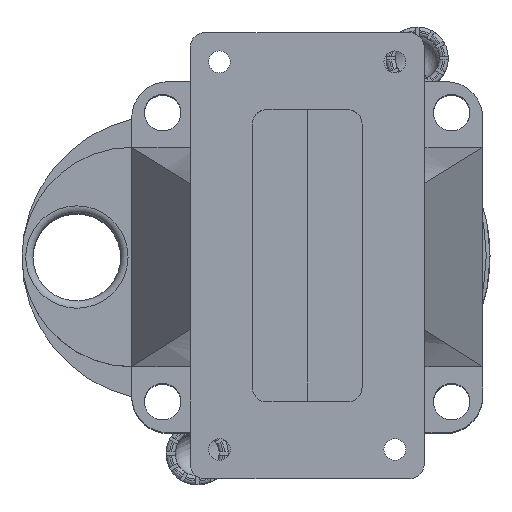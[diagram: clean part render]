
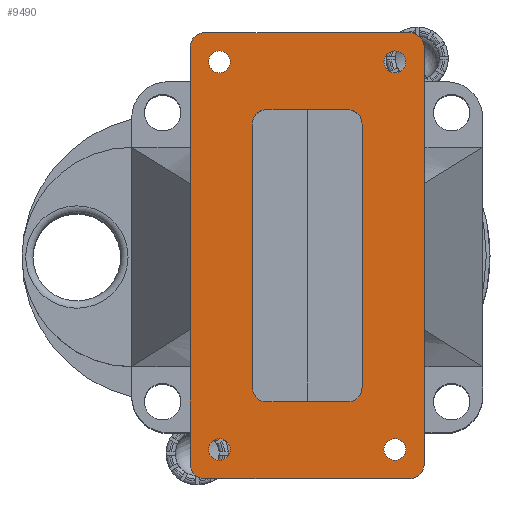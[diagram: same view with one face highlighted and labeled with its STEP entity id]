
A CAD part, top view. The second image highlights one B-rep face of the part: STEP entity #9490.
In plain terms, the highlighted face is planar.
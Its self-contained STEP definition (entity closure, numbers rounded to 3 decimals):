
#566=PLANE('',#10743);
#739=FACE_BOUND('',#1808,.T.);
#740=FACE_BOUND('',#1809,.T.);
#741=FACE_BOUND('',#1810,.T.);
#742=FACE_BOUND('',#1811,.T.);
#743=FACE_BOUND('',#1812,.T.);
#1182=FACE_OUTER_BOUND('',#1807,.T.);
#1807=EDGE_LOOP('',(#8478,#8479,#8480,#8481,#8482,#8483,#8484,#8485));
#1808=EDGE_LOOP('',(#8486,#8487,#8488,#8489,#8490,#8491,#8492,#8493));
#1809=EDGE_LOOP('',(#8494));
#1810=EDGE_LOOP('',(#8495));
#1811=EDGE_LOOP('',(#8496));
#1812=EDGE_LOOP('',(#8497));
#2591=LINE('',#28247,#3323);
#2596=LINE('',#28260,#3328);
#2598=LINE('',#28264,#3330);
#2602=LINE('',#28275,#3334);
#2607=LINE('',#28295,#3339);
#2608=LINE('',#28299,#3340);
#2609=LINE('',#28303,#3341);
#2610=LINE('',#28307,#3342);
#3323=VECTOR('',#13119,1.);
#3328=VECTOR('',#13134,1.);
#3330=VECTOR('',#13138,1.);
#3334=VECTOR('',#13152,1.);
#3339=VECTOR('',#13175,1.);
#3340=VECTOR('',#13178,1.);
#3341=VECTOR('',#13181,1.);
#3342=VECTOR('',#13184,1.);
#3893=CIRCLE('',#10725,2.);
#3894=CIRCLE('',#10727,2.);
#3895=CIRCLE('',#10731,2.);
#3896=CIRCLE('',#10733,2.);
#3897=CIRCLE('',#10736,1.5);
#3898=CIRCLE('',#10738,1.5);
#3899=CIRCLE('',#10740,1.5);
#3900=CIRCLE('',#10742,1.5);
#3901=CIRCLE('',#10744,2.);
#3902=CIRCLE('',#10745,2.);
#3903=CIRCLE('',#10746,2.);
#3904=CIRCLE('',#10747,2.);
#4686=VERTEX_POINT('',#28245);
#4687=VERTEX_POINT('',#28246);
#4688=VERTEX_POINT('',#28251);
#4689=VERTEX_POINT('',#28255);
#4690=VERTEX_POINT('',#28259);
#4691=VERTEX_POINT('',#28263);
#4692=VERTEX_POINT('',#28267);
#4693=VERTEX_POINT('',#28271);
#4694=VERTEX_POINT('',#28277);
#4695=VERTEX_POINT('',#28281);
#4696=VERTEX_POINT('',#28285);
#4697=VERTEX_POINT('',#28289);
#4698=VERTEX_POINT('',#28293);
#4699=VERTEX_POINT('',#28294);
#4700=VERTEX_POINT('',#28296);
#4701=VERTEX_POINT('',#28298);
#4702=VERTEX_POINT('',#28300);
#4703=VERTEX_POINT('',#28302);
#4704=VERTEX_POINT('',#28304);
#4705=VERTEX_POINT('',#28306);
#5954=EDGE_CURVE('',#4686,#4687,#2591,.T.);
#5957=EDGE_CURVE('',#4686,#4688,#3893,.T.);
#5959=EDGE_CURVE('',#4687,#4689,#3894,.T.);
#5961=EDGE_CURVE('',#4690,#4688,#2596,.T.);
#5963=EDGE_CURVE('',#4689,#4691,#2598,.T.);
#5965=EDGE_CURVE('',#4692,#4690,#3895,.T.);
#5967=EDGE_CURVE('',#4691,#4693,#3896,.T.);
#5969=EDGE_CURVE('',#4693,#4692,#2602,.T.);
#5971=EDGE_CURVE('',#4694,#4694,#3897,.T.);
#5973=EDGE_CURVE('',#4695,#4695,#3898,.T.);
#5975=EDGE_CURVE('',#4696,#4696,#3899,.T.);
#5977=EDGE_CURVE('',#4697,#4697,#3900,.T.);
#5978=EDGE_CURVE('',#4698,#4699,#2607,.T.);
#5979=EDGE_CURVE('',#4699,#4700,#3901,.T.);
#5980=EDGE_CURVE('',#4700,#4701,#2608,.T.);
#5981=EDGE_CURVE('',#4701,#4702,#3902,.T.);
#5982=EDGE_CURVE('',#4702,#4703,#2609,.T.);
#5983=EDGE_CURVE('',#4703,#4704,#3903,.T.);
#5984=EDGE_CURVE('',#4704,#4705,#2610,.T.);
#5985=EDGE_CURVE('',#4698,#4705,#3904,.T.);
#8478=ORIENTED_EDGE('',*,*,#5954,.F.);
#8479=ORIENTED_EDGE('',*,*,#5957,.T.);
#8480=ORIENTED_EDGE('',*,*,#5961,.F.);
#8481=ORIENTED_EDGE('',*,*,#5965,.F.);
#8482=ORIENTED_EDGE('',*,*,#5969,.F.);
#8483=ORIENTED_EDGE('',*,*,#5967,.F.);
#8484=ORIENTED_EDGE('',*,*,#5963,.F.);
#8485=ORIENTED_EDGE('',*,*,#5959,.F.);
#8486=ORIENTED_EDGE('',*,*,#5978,.T.);
#8487=ORIENTED_EDGE('',*,*,#5979,.T.);
#8488=ORIENTED_EDGE('',*,*,#5980,.T.);
#8489=ORIENTED_EDGE('',*,*,#5981,.T.);
#8490=ORIENTED_EDGE('',*,*,#5982,.T.);
#8491=ORIENTED_EDGE('',*,*,#5983,.T.);
#8492=ORIENTED_EDGE('',*,*,#5984,.T.);
#8493=ORIENTED_EDGE('',*,*,#5985,.F.);
#8494=ORIENTED_EDGE('',*,*,#5971,.T.);
#8495=ORIENTED_EDGE('',*,*,#5973,.T.);
#8496=ORIENTED_EDGE('',*,*,#5975,.T.);
#8497=ORIENTED_EDGE('',*,*,#5977,.T.);
#9490=ADVANCED_FACE('',(#1182,#739,#740,#741,#742,#743),#566,.T.);
#10725=AXIS2_PLACEMENT_3D('',#28252,#13124,#13125);
#10727=AXIS2_PLACEMENT_3D('',#28256,#13129,#13130);
#10731=AXIS2_PLACEMENT_3D('',#28268,#13142,#13143);
#10733=AXIS2_PLACEMENT_3D('',#28272,#13147,#13148);
#10736=AXIS2_PLACEMENT_3D('',#28279,#13156,#13157);
#10738=AXIS2_PLACEMENT_3D('',#28283,#13161,#13162);
#10740=AXIS2_PLACEMENT_3D('',#28287,#13166,#13167);
#10742=AXIS2_PLACEMENT_3D('',#28291,#13171,#13172);
#10743=AXIS2_PLACEMENT_3D('',#28292,#13173,#13174);
#10744=AXIS2_PLACEMENT_3D('',#28297,#13176,#13177);
#10745=AXIS2_PLACEMENT_3D('',#28301,#13179,#13180);
#10746=AXIS2_PLACEMENT_3D('',#28305,#13182,#13183);
#10747=AXIS2_PLACEMENT_3D('',#28308,#13185,#13186);
#13119=DIRECTION('',(1.,0.,0.));
#13124=DIRECTION('center_axis',(0.,0.,-1.));
#13125=DIRECTION('ref_axis',(0.,-1.,0.));
#13129=DIRECTION('center_axis',(0.,0.,1.));
#13130=DIRECTION('ref_axis',(0.,-1.,0.));
#13134=DIRECTION('',(0.,-1.,0.));
#13138=DIRECTION('',(0.,1.,0.));
#13142=DIRECTION('center_axis',(0.,0.,1.));
#13143=DIRECTION('ref_axis',(0.,-1.,0.));
#13147=DIRECTION('center_axis',(0.,0.,1.));
#13148=DIRECTION('ref_axis',(0.,-1.,0.));
#13152=DIRECTION('',(-1.,0.,0.));
#13156=DIRECTION('center_axis',(0.,0.,1.));
#13157=DIRECTION('ref_axis',(1.,0.,0.));
#13161=DIRECTION('center_axis',(0.,0.,1.));
#13162=DIRECTION('ref_axis',(1.,0.,0.));
#13166=DIRECTION('center_axis',(0.,0.,1.));
#13167=DIRECTION('ref_axis',(1.,0.,0.));
#13171=DIRECTION('center_axis',(0.,0.,1.));
#13172=DIRECTION('ref_axis',(1.,0.,0.));
#13173=DIRECTION('center_axis',(0.,0.,-1.));
#13174=DIRECTION('ref_axis',(-1.,0.,0.));
#13175=DIRECTION('',(1.,0.,0.));
#13176=DIRECTION('center_axis',(0.,0.,1.));
#13177=DIRECTION('ref_axis',(0.,-1.,0.));
#13178=DIRECTION('',(0.,1.,0.));
#13179=DIRECTION('center_axis',(0.,0.,1.));
#13180=DIRECTION('ref_axis',(0.,-1.,0.));
#13181=DIRECTION('',(-1.,0.,0.));
#13182=DIRECTION('center_axis',(0.,0.,1.));
#13183=DIRECTION('ref_axis',(0.,-1.,0.));
#13184=DIRECTION('',(0.,-1.,0.));
#13185=DIRECTION('center_axis',(0.,0.,-1.));
#13186=DIRECTION('ref_axis',(0.,-1.,0.));
#28245=CARTESIAN_POINT('',(-28.5,-16.,0.));
#28246=CARTESIAN_POINT('',(28.5,-16.,0.));
#28247=CARTESIAN_POINT('',(-30.5,-16.,0.));
#28251=CARTESIAN_POINT('',(-30.5,-14.,0.));
#28252=CARTESIAN_POINT('Origin',(-28.5,-14.,0.));
#28255=CARTESIAN_POINT('',(30.5,-14.,0.));
#28256=CARTESIAN_POINT('Origin',(28.5,-14.,0.));
#28259=CARTESIAN_POINT('',(-30.5,14.,0.));
#28260=CARTESIAN_POINT('',(-30.5,16.,0.));
#28263=CARTESIAN_POINT('',(30.5,14.,0.));
#28264=CARTESIAN_POINT('',(30.5,-16.,0.));
#28267=CARTESIAN_POINT('',(-28.5,16.,0.));
#28268=CARTESIAN_POINT('Origin',(-28.5,14.,0.));
#28271=CARTESIAN_POINT('',(28.5,16.,0.));
#28272=CARTESIAN_POINT('Origin',(28.5,14.,0.));
#28275=CARTESIAN_POINT('',(30.5,16.,0.));
#28277=CARTESIAN_POINT('',(-28.,-12.,0.));
#28279=CARTESIAN_POINT('Origin',(-26.5,-12.,0.));
#28281=CARTESIAN_POINT('',(25.,-12.,0.));
#28283=CARTESIAN_POINT('Origin',(26.5,-12.,0.));
#28285=CARTESIAN_POINT('',(-28.,12.,0.));
#28287=CARTESIAN_POINT('Origin',(-26.5,12.,0.));
#28289=CARTESIAN_POINT('',(25.,12.,0.));
#28291=CARTESIAN_POINT('Origin',(26.5,12.,0.));
#28292=CARTESIAN_POINT('Origin',(0.,0.,0.));
#28293=CARTESIAN_POINT('',(-18.,-7.5,0.));
#28294=CARTESIAN_POINT('',(18.,-7.5,0.));
#28295=CARTESIAN_POINT('',(-20.,-7.5,0.));
#28296=CARTESIAN_POINT('',(20.,-5.5,0.));
#28297=CARTESIAN_POINT('Origin',(18.,-5.5,0.));
#28298=CARTESIAN_POINT('',(20.,5.5,0.));
#28299=CARTESIAN_POINT('',(20.,-7.5,0.));
#28300=CARTESIAN_POINT('',(18.,7.5,0.));
#28301=CARTESIAN_POINT('Origin',(18.,5.5,0.));
#28302=CARTESIAN_POINT('',(-18.,7.5,0.));
#28303=CARTESIAN_POINT('',(20.,7.5,0.));
#28304=CARTESIAN_POINT('',(-20.,5.5,0.));
#28305=CARTESIAN_POINT('Origin',(-18.,5.5,0.));
#28306=CARTESIAN_POINT('',(-20.,-5.5,0.));
#28307=CARTESIAN_POINT('',(-20.,7.5,0.));
#28308=CARTESIAN_POINT('Origin',(-18.,-5.5,0.));
